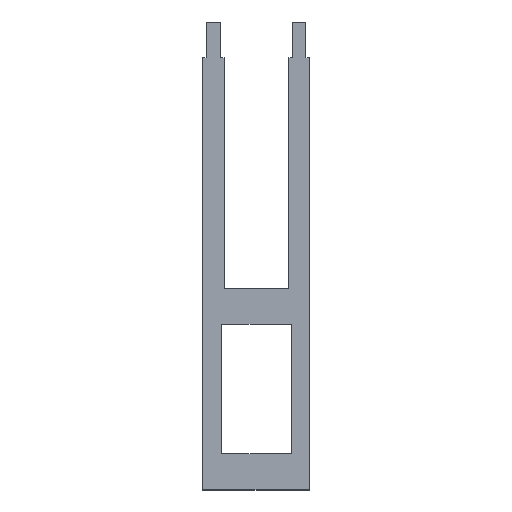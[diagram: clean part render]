
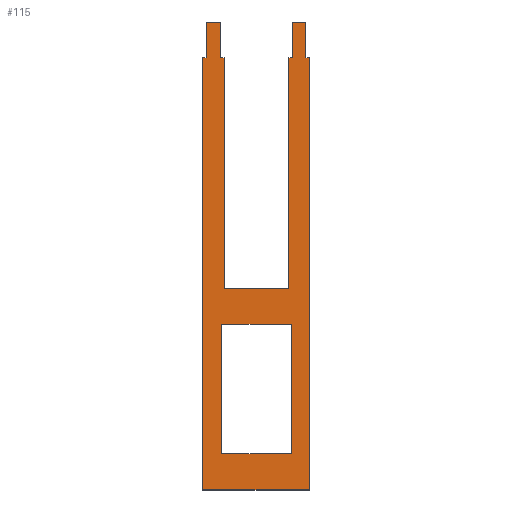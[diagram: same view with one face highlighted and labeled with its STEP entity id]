
A CAD part, top view. The second image highlights one B-rep face of the part: STEP entity #115.
In plain terms, the highlighted planar face has unit normal (0, 0, 1).
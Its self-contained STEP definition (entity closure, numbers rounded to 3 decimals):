
#115=ADVANCED_FACE('',(#159,#160),#137,.T.);
#137=PLANE('',#528);
#159=FACE_BOUND('',#163,.T.);
#160=FACE_BOUND('',#164,.T.);
#163=EDGE_LOOP('',(#187,#188,#189,#190,#191,#192,#193,#194,#195,#196,#197,
#198,#199,#200,#201,#202));
#164=EDGE_LOOP('',(#203,#204,#205,#206));
#187=ORIENTED_EDGE('',*,*,#347,.T.);
#188=ORIENTED_EDGE('',*,*,#348,.T.);
#189=ORIENTED_EDGE('',*,*,#349,.T.);
#190=ORIENTED_EDGE('',*,*,#350,.T.);
#191=ORIENTED_EDGE('',*,*,#351,.T.);
#192=ORIENTED_EDGE('',*,*,#352,.T.);
#193=ORIENTED_EDGE('',*,*,#353,.T.);
#194=ORIENTED_EDGE('',*,*,#354,.T.);
#195=ORIENTED_EDGE('',*,*,#355,.T.);
#196=ORIENTED_EDGE('',*,*,#356,.T.);
#197=ORIENTED_EDGE('',*,*,#357,.T.);
#198=ORIENTED_EDGE('',*,*,#358,.T.);
#199=ORIENTED_EDGE('',*,*,#359,.T.);
#200=ORIENTED_EDGE('',*,*,#360,.T.);
#201=ORIENTED_EDGE('',*,*,#361,.T.);
#202=ORIENTED_EDGE('',*,*,#362,.T.);
#203=ORIENTED_EDGE('',*,*,#363,.T.);
#204=ORIENTED_EDGE('',*,*,#364,.T.);
#205=ORIENTED_EDGE('',*,*,#365,.T.);
#206=ORIENTED_EDGE('',*,*,#366,.T.);
#307=VERTEX_POINT('',#658);
#308=VERTEX_POINT('',#659);
#309=VERTEX_POINT('',#661);
#310=VERTEX_POINT('',#663);
#311=VERTEX_POINT('',#665);
#312=VERTEX_POINT('',#667);
#313=VERTEX_POINT('',#669);
#314=VERTEX_POINT('',#671);
#315=VERTEX_POINT('',#673);
#316=VERTEX_POINT('',#675);
#317=VERTEX_POINT('',#677);
#318=VERTEX_POINT('',#679);
#319=VERTEX_POINT('',#681);
#320=VERTEX_POINT('',#683);
#321=VERTEX_POINT('',#685);
#322=VERTEX_POINT('',#687);
#323=VERTEX_POINT('',#690);
#324=VERTEX_POINT('',#691);
#325=VERTEX_POINT('',#693);
#326=VERTEX_POINT('',#695);
#347=EDGE_CURVE('',#307,#308,#407,.T.);
#348=EDGE_CURVE('',#308,#309,#408,.T.);
#349=EDGE_CURVE('',#309,#310,#409,.T.);
#350=EDGE_CURVE('',#310,#311,#410,.T.);
#351=EDGE_CURVE('',#311,#312,#411,.T.);
#352=EDGE_CURVE('',#312,#313,#412,.T.);
#353=EDGE_CURVE('',#313,#314,#413,.T.);
#354=EDGE_CURVE('',#314,#315,#414,.T.);
#355=EDGE_CURVE('',#315,#316,#415,.T.);
#356=EDGE_CURVE('',#316,#317,#416,.T.);
#357=EDGE_CURVE('',#317,#318,#417,.T.);
#358=EDGE_CURVE('',#318,#319,#418,.T.);
#359=EDGE_CURVE('',#319,#320,#419,.T.);
#360=EDGE_CURVE('',#320,#321,#420,.T.);
#361=EDGE_CURVE('',#321,#322,#421,.T.);
#362=EDGE_CURVE('',#322,#307,#422,.T.);
#363=EDGE_CURVE('',#323,#324,#423,.T.);
#364=EDGE_CURVE('',#324,#325,#424,.T.);
#365=EDGE_CURVE('',#325,#326,#425,.T.);
#366=EDGE_CURVE('',#326,#323,#426,.T.);
#407=LINE('',#657,#467);
#408=LINE('',#660,#468);
#409=LINE('',#662,#469);
#410=LINE('',#664,#470);
#411=LINE('',#666,#471);
#412=LINE('',#668,#472);
#413=LINE('',#670,#473);
#414=LINE('',#672,#474);
#415=LINE('',#674,#475);
#416=LINE('',#676,#476);
#417=LINE('',#678,#477);
#418=LINE('',#680,#478);
#419=LINE('',#682,#479);
#420=LINE('',#684,#480);
#421=LINE('',#686,#481);
#422=LINE('',#688,#482);
#423=LINE('',#689,#483);
#424=LINE('',#692,#484);
#425=LINE('',#694,#485);
#426=LINE('',#696,#486);
#467=VECTOR('',#552,1.);
#468=VECTOR('',#553,1.);
#469=VECTOR('',#554,1.);
#470=VECTOR('',#555,1.);
#471=VECTOR('',#556,1.);
#472=VECTOR('',#557,1.);
#473=VECTOR('',#558,1.);
#474=VECTOR('',#559,1.);
#475=VECTOR('',#560,1.);
#476=VECTOR('',#561,1.);
#477=VECTOR('',#562,1.);
#478=VECTOR('',#563,1.);
#479=VECTOR('',#564,1.);
#480=VECTOR('',#565,1.);
#481=VECTOR('',#566,1.);
#482=VECTOR('',#567,1.);
#483=VECTOR('',#568,1.);
#484=VECTOR('',#569,1.);
#485=VECTOR('',#570,1.);
#486=VECTOR('',#571,1.);
#528=AXIS2_PLACEMENT_3D('',#697,#572,#573);
#552=DIRECTION('',(-1.,0.,0.));
#553=DIRECTION('',(0.,-1.,0.));
#554=DIRECTION('',(1.,0.,0.));
#555=DIRECTION('',(0.,1.,0.));
#556=DIRECTION('',(-1.,0.,0.));
#557=DIRECTION('',(0.,1.,0.));
#558=DIRECTION('',(-1.,0.,0.));
#559=DIRECTION('',(0.,-1.,0.));
#560=DIRECTION('',(-1.,0.,0.));
#561=DIRECTION('',(0.,-1.,0.));
#562=DIRECTION('',(-1.,0.,0.));
#563=DIRECTION('',(0.,1.,0.));
#564=DIRECTION('',(-1.,0.,0.));
#565=DIRECTION('',(0.,1.,0.));
#566=DIRECTION('',(-1.,0.,0.));
#567=DIRECTION('',(0.,-1.,0.));
#568=DIRECTION('',(0.,-1.,0.));
#569=DIRECTION('',(-1.,0.,0.));
#570=DIRECTION('',(0.,1.,0.));
#571=DIRECTION('',(1.,0.,0.));
#572=DIRECTION('',(0.,0.,1.));
#573=DIRECTION('',(1.,0.,0.));
#657=CARTESIAN_POINT('',(-70.,320.,1.));
#658=CARTESIAN_POINT('',(-70.,320.,1.));
#659=CARTESIAN_POINT('',(-75.,320.,1.));
#660=CARTESIAN_POINT('',(-75.,320.,1.));
#661=CARTESIAN_POINT('',(-75.,-280.,1.));
#662=CARTESIAN_POINT('',(-75.,-280.,1.));
#663=CARTESIAN_POINT('',(73.41,-280.,1.));
#664=CARTESIAN_POINT('',(73.41,-280.,1.));
#665=CARTESIAN_POINT('',(73.41,320.,1.));
#666=CARTESIAN_POINT('',(73.41,320.,1.));
#667=CARTESIAN_POINT('',(68.41,320.,1.));
#668=CARTESIAN_POINT('',(68.41,320.,1.));
#669=CARTESIAN_POINT('',(68.41,370.,1.));
#670=CARTESIAN_POINT('',(68.41,370.,1.));
#671=CARTESIAN_POINT('',(50.,370.,1.));
#672=CARTESIAN_POINT('',(50.,370.,1.));
#673=CARTESIAN_POINT('',(50.,320.,1.));
#674=CARTESIAN_POINT('',(50.,320.,1.));
#675=CARTESIAN_POINT('',(45.,320.,1.));
#676=CARTESIAN_POINT('',(45.,320.,1.));
#677=CARTESIAN_POINT('',(45.,0.,1.));
#678=CARTESIAN_POINT('',(45.,0.,1.));
#679=CARTESIAN_POINT('',(-45.,0.,1.));
#680=CARTESIAN_POINT('',(-45.,0.,1.));
#681=CARTESIAN_POINT('',(-45.,320.,1.));
#682=CARTESIAN_POINT('',(-45.,320.,1.));
#683=CARTESIAN_POINT('',(-50.,320.,1.));
#684=CARTESIAN_POINT('',(-50.,320.,1.));
#685=CARTESIAN_POINT('',(-50.,370.,1.));
#686=CARTESIAN_POINT('',(-50.,370.,1.));
#687=CARTESIAN_POINT('',(-70.,370.,1.));
#688=CARTESIAN_POINT('',(-70.,370.,1.));
#689=CARTESIAN_POINT('',(48.41,-50.,1.));
#690=CARTESIAN_POINT('',(48.41,-50.,1.));
#691=CARTESIAN_POINT('',(48.41,-230.,1.));
#692=CARTESIAN_POINT('',(48.41,-230.,1.));
#693=CARTESIAN_POINT('',(-48.41,-230.,1.));
#694=CARTESIAN_POINT('',(-48.41,-230.,1.));
#695=CARTESIAN_POINT('',(-48.41,-50.,1.));
#696=CARTESIAN_POINT('',(-48.41,-50.,1.));
#697=CARTESIAN_POINT('',(0.,0.,1.));
